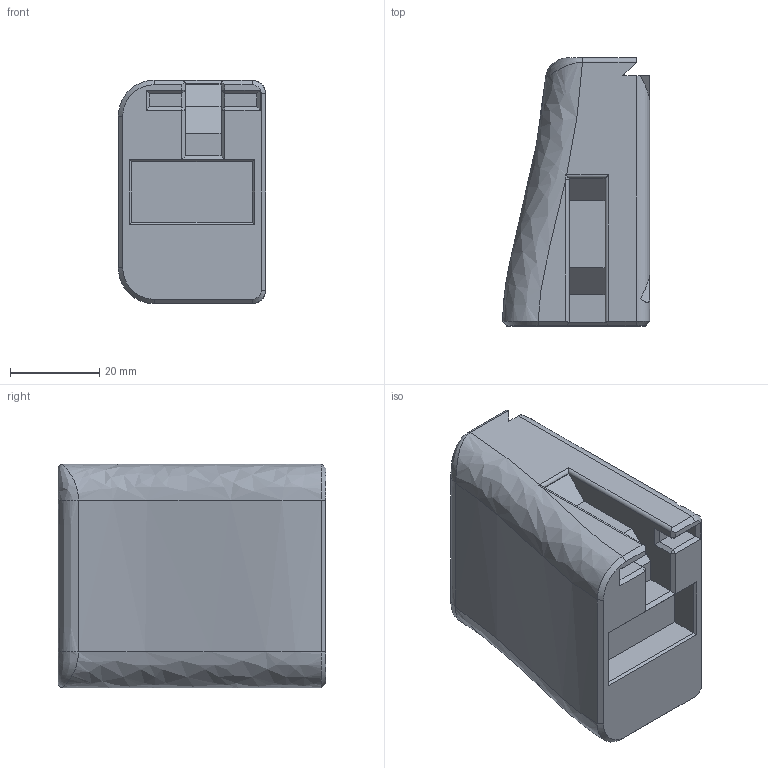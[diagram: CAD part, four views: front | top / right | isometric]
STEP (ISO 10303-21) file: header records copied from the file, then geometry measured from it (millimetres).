
FILE_DESCRIPTION (( 'STEP AP203' ), '1' );
FILE_NAME ('pcb_stand.STEP', '2017-05-13T20:46:12', ( '' ), ( '' ), 'SwSTEP 2.0', 'SolidWorks 2016', '' );
FILE_SCHEMA (( 'CONFIG_CONTROL_DESIGN' ));
Length unit declared in the file: millimetre
Products named in the file (1): pcb_stand
Bounding box: 32.99 x 60 x 50 mm (x, y, z)
Volume: 74359.8 mm3; surface area: 13067.1 mm2
Topology: 1 solids, 1 shells, 102 faces, 250 edges, 151 vertices
Faces by surface type: plane 81, bspline 11, cylinder 8, cone 2
Entity records: 3572 total; most frequent: CARTESIAN_POINT 1265, ORIENTED_EDGE 500, DIRECTION 397, EDGE_CURVE 250, LINE 193, VECTOR 193, VERTEX_POINT 151, EDGE_LOOP 103
